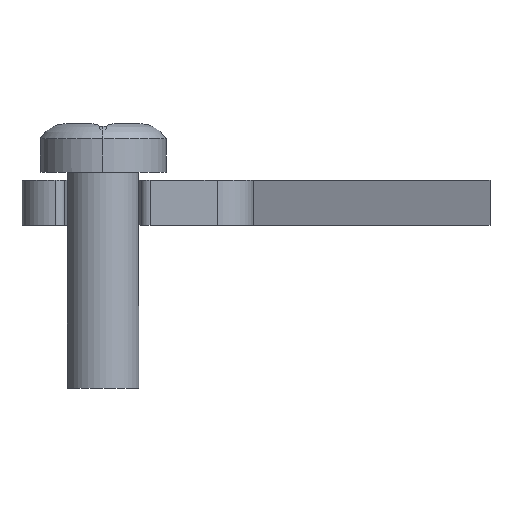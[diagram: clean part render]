
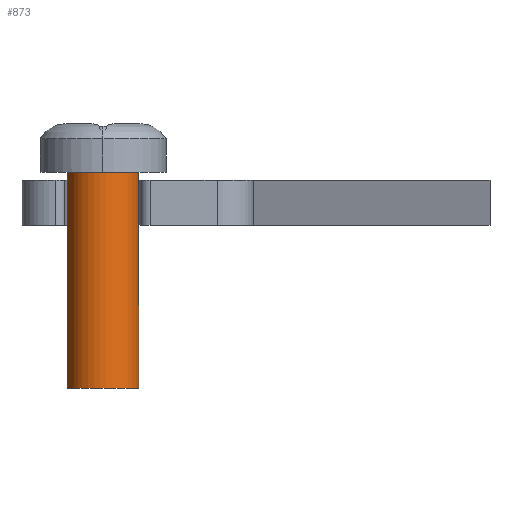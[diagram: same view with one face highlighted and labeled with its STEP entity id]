
A CAD part, left-side view. The second image highlights one B-rep face of the part: STEP entity #873.
In plain terms, the highlighted cylindrical face has radius 2 mm (diameter 4 mm), a partial arc.
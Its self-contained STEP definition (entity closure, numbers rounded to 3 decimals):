
#47 = LINE ( 'NONE', #1660, #1227 ) ;
#70 = CARTESIAN_POINT ( 'NONE',  ( 0., 0., 2.95 ) ) ;
#83 = CARTESIAN_POINT ( 'NONE',  ( 0., 0., -9.05 ) ) ;
#180 = AXIS2_PLACEMENT_3D ( 'NONE', #70, #989, #218 ) ;
#182 = CIRCLE ( 'NONE', #523, 2. ) ;
#218 = DIRECTION ( 'NONE',  ( 1., 0., 0. ) ) ;
#250 = VERTEX_POINT ( 'NONE', #1498 ) ;
#252 = AXIS2_PLACEMENT_3D ( 'NONE', #1286, #457, #352 ) ;
#270 = CARTESIAN_POINT ( 'NONE',  ( 0.174, -1.992, 2.95 ) ) ;
#333 = CYLINDRICAL_SURFACE ( 'NONE', #252, 2. ) ;
#336 = DIRECTION ( 'NONE',  ( 0., 0., -1. ) ) ;
#352 = DIRECTION ( 'NONE',  ( -0.087, 0.996, 0. ) ) ;
#365 = CARTESIAN_POINT ( 'NONE',  ( -0.174, 1.992, -9.05 ) ) ;
#372 = LINE ( 'NONE', #365, #1085 ) ;
#457 = DIRECTION ( 'NONE',  ( 0., 0., 1. ) ) ;
#523 = AXIS2_PLACEMENT_3D ( 'NONE', #83, #336, #1013 ) ;
#542 = EDGE_CURVE ( 'NONE', #250, #921, #372, .T. ) ;
#581 = DIRECTION ( 'NONE',  ( 0., 0., 1. ) ) ;
#588 = VERTEX_POINT ( 'NONE', #270 ) ;
#628 = DIRECTION ( 'NONE',  ( 0., 0., 1. ) ) ;
#774 = EDGE_LOOP ( 'NONE', ( #1218, #1216, #1492, #860 ) ) ;
#860 = ORIENTED_EDGE ( 'NONE', *, *, #542, .F. ) ;
#873 = ADVANCED_FACE ( 'NONE', ( #1570 ), #333, .T. ) ;
#877 = CARTESIAN_POINT ( 'NONE',  ( -0.174, 1.992, 2.95 ) ) ;
#921 = VERTEX_POINT ( 'NONE', #877 ) ;
#933 = CARTESIAN_POINT ( 'NONE',  ( 0.174, -1.992, -9.05 ) ) ;
#941 = EDGE_CURVE ( 'NONE', #1076, #250, #182, .T. ) ;
#989 = DIRECTION ( 'NONE',  ( 0., 0., -1. ) ) ;
#1013 = DIRECTION ( 'NONE',  ( 0., -1., 0. ) ) ;
#1076 = VERTEX_POINT ( 'NONE', #933 ) ;
#1085 = VECTOR ( 'NONE', #628, 1000. ) ;
#1216 = ORIENTED_EDGE ( 'NONE', *, *, #1461, .T. ) ;
#1218 = ORIENTED_EDGE ( 'NONE', *, *, #941, .F. ) ;
#1227 = VECTOR ( 'NONE', #581, 1000. ) ;
#1286 = CARTESIAN_POINT ( 'NONE',  ( 0., 0., -9.05 ) ) ;
#1431 = EDGE_CURVE ( 'NONE', #588, #921, #1667, .T. ) ;
#1461 = EDGE_CURVE ( 'NONE', #1076, #588, #47, .T. ) ;
#1492 = ORIENTED_EDGE ( 'NONE', *, *, #1431, .T. ) ;
#1498 = CARTESIAN_POINT ( 'NONE',  ( -0.174, 1.992, -9.05 ) ) ;
#1570 = FACE_OUTER_BOUND ( 'NONE', #774, .T. ) ;
#1660 = CARTESIAN_POINT ( 'NONE',  ( 0.174, -1.992, -9.05 ) ) ;
#1667 = CIRCLE ( 'NONE', #180, 2. ) ;
